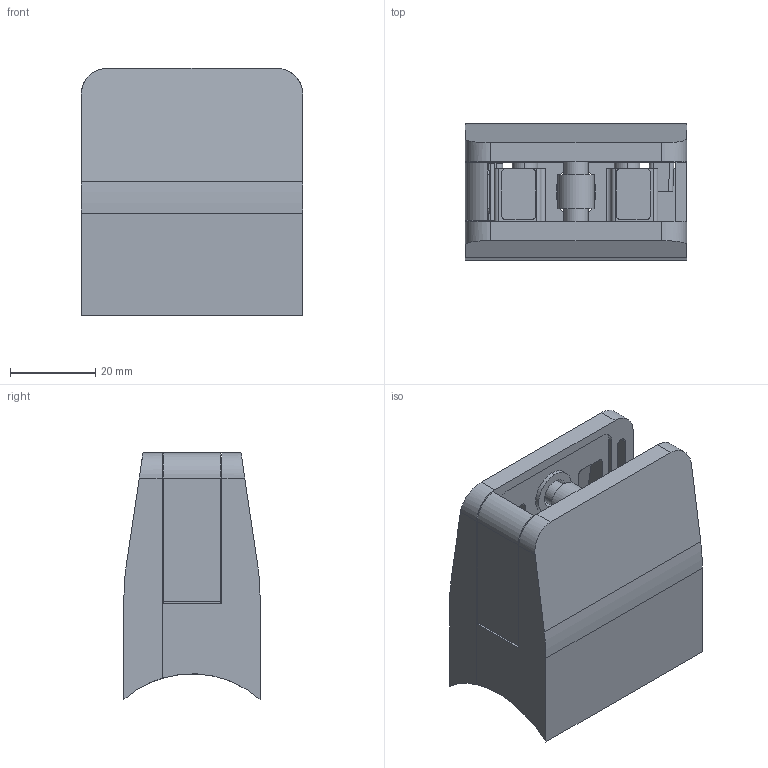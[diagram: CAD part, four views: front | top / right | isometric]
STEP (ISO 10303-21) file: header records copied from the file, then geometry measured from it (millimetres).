
FILE_DESCRIPTION (( 'STEP AP214' ), '1' );
FILE_NAME ('A-2600-048.STEP', '2022-12-12T13:17:15', ( '' ), ( '' ), 'SwSTEP 2.0', 'SolidWorks 2019', '' );
FILE_SCHEMA (( 'AUTOMOTIVE_DESIGN' ));
Length unit declared in the file: millimetre
Products named in the file (6): A-2600-048; A-2600-048 P2; A-2600-048 P1_Vìchoz¡<Jako obrobenì>; Skrutka DIN 7991_Skrutka M 6x 16; A-2600-048 P4; A-2600-048 P3_Vìchoz¡<Jako obrobenì>
Assembly tree (6 placements, depth 2):
  A-2600-048
    A-2600-048 P1_Vìchoz¡<Jako obrobenì>
    A-2600-048 P2
    A-2600-048 P3_Vìchoz¡<Jako obrobenì>
    A-2600-048 P4
    Skrutka DIN 7991_Skrutka M 6x 16  x2
Bounding box: 52 x 32 x 58.06 mm (x, y, z)
Volume: 42518.5 mm3; surface area: 27712.1 mm2
Topology: 10 solids, 10 shells, 704 faces, 1797 edges, 1172 vertices
Faces by surface type: plane 371, cylinder 161, bspline 140, cone 20, sphere 6, torus 6
Entity records: 29325 total; most frequent: CARTESIAN_POINT 13187, ORIENTED_EDGE 3502, DIRECTION 2809, EDGE_CURVE 1751, VERTEX_POINT 1150, LINE 1133, VECTOR 1133, AXIS2_PLACEMENT_3D 838
